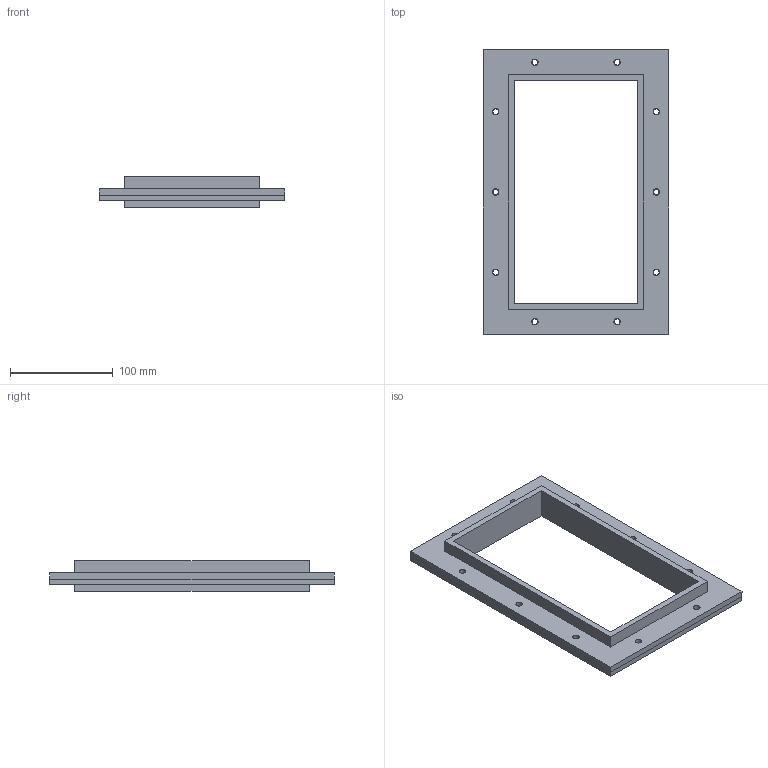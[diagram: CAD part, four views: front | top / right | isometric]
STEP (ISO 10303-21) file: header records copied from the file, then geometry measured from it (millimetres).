
FILE_DESCRIPTION(/* description */ (''),/* implementation_level */ '2;1');
FILE_NAME(/* name */ 'CLH6X1.stp',/* time_stamp */ '2024-08-28T14:54:55+02:00',/* author */ ('se-milkar'),/* organization */ (''),/* preprocessor_version */ 'ST-DEVELOPER v18.1',/* originating_system */ 'Autodesk Inventor 2021',/* authorisation */ '');
FILE_SCHEMA (('AUTOMOTIVE_DESIGN { 1 0 10303 214 3 1 1 }'));
Length unit declared in the file: millimetre
Products named in the file (1): CLH6X1
Bounding box: 180 x 276 x 30 mm (x, y, z)
Volume: 332269.4 mm3; surface area: 136588 mm2
Topology: 2 solids, 2 shells, 54 faces, 144 edges, 96 vertices
Faces by surface type: plane 30, cylinder 24
Full cylindrical faces by diameter (mm): 5.5 x10, 6.3 x10
Entity records: 1857 total; most frequent: DIRECTION 302, CARTESIAN_POINT 295, ORIENTED_EDGE 288, EDGE_CURVE 144, AXIS2_PLACEMENT_3D 103, EDGE_LOOP 100, LINE 96, VECTOR 96
